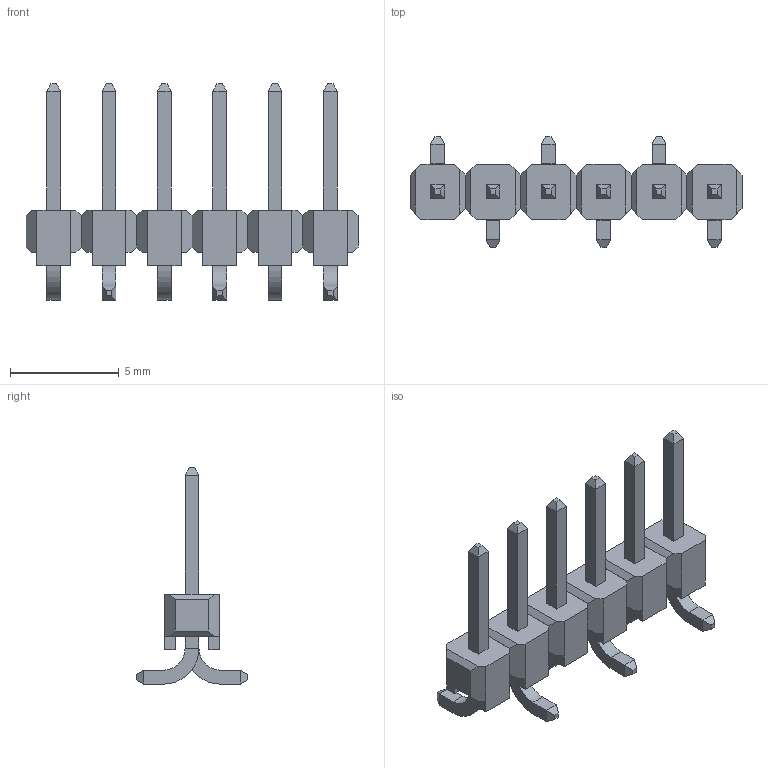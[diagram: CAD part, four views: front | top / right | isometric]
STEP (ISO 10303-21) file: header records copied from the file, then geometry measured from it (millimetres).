
FILE_DESCRIPTION(('FreeCAD Model'),'2;1');
FILE_NAME('Fusion.step','2017-08-09T12:24:09',('kicad StepUp'),('ksu MCAD'), 'Open CASCADE STEP processor 6.8','FreeCAD','Unknown');
FILE_SCHEMA(('AUTOMOTIVE_DESIGN_CC2 { 1 2 10303 214 -1 1 5 4 }'));
Length unit declared in the file: millimetre
Products named in the file (2): ASSEMBLY; Fusion
Assembly tree (1 placements, depth 2):
  ASSEMBLY
    Fusion
Bounding box: 15.24 x 5.08 x 9.93 mm (x, y, z)
Volume: 96.4 mm3; surface area: 318.1 mm2
Topology: 1 solids, 1 shells, 278 faces, 724 edges, 460 vertices
Faces by surface type: plane 266, cylinder 12
Entity records: 10246 total; most frequent: CARTESIAN_POINT 1464, ORIENTED_EDGE 1448, DIRECTION 1308, EDGE_CURVE 724, LINE 700, VECTOR 700, VERTEX_POINT 460, AXIS2_PLACEMENT_3D 304
